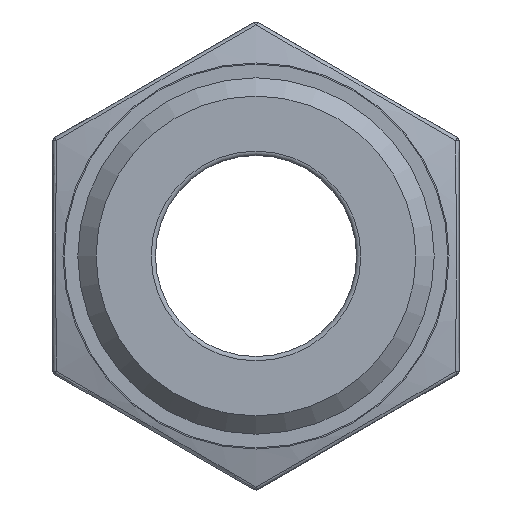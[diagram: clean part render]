
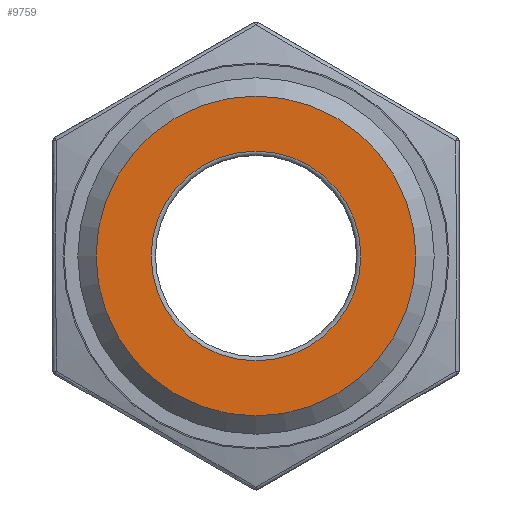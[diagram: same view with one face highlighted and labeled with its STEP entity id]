
A CAD part, left-side view. The second image highlights one B-rep face of the part: STEP entity #9759.
In plain terms, the highlighted planar face has unit normal (-1, 0, 0).
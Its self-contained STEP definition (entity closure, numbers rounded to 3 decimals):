
#1262 = EDGE_LOOP ( 'NONE', ( #6096 ) ) ;
#1426 = DIRECTION ( 'NONE',  ( 1., 0., 0. ) ) ;
#1456 = CARTESIAN_POINT ( 'NONE',  ( -14., 0., -4.9 ) ) ;
#1600 = CARTESIAN_POINT ( 'NONE',  ( -14., 0., 0. ) ) ;
#2604 = VERTEX_POINT ( 'NONE', #1456 ) ;
#2933 = DIRECTION ( 'NONE',  ( 0., 0., -1. ) ) ;
#4148 = EDGE_CURVE ( 'NONE', #10800, #10800, #11677, .T. ) ;
#4989 = EDGE_CURVE ( 'NONE', #2604, #2604, #10946, .T. ) ;
#5030 = AXIS2_PLACEMENT_3D ( 'NONE', #1600, #13508, #5316 ) ;
#5316 = DIRECTION ( 'NONE',  ( 0., 0., 1. ) ) ;
#6096 = ORIENTED_EDGE ( 'NONE', *, *, #4989, .T. ) ;
#7308 = DIRECTION ( 'NONE',  ( 0., 0., -1. ) ) ;
#7652 = FACE_BOUND ( 'NONE', #1262, .T. ) ;
#8668 = CARTESIAN_POINT ( 'NONE',  ( -14., 0., 7.475 ) ) ;
#8989 = AXIS2_PLACEMENT_3D ( 'NONE', #9764, #1426, #7308 ) ;
#9759 = ADVANCED_FACE ( 'NONE', ( #7652, #11422 ), #13530, .F. ) ;
#9764 = CARTESIAN_POINT ( 'NONE',  ( -14., 0., 0. ) ) ;
#10020 = DIRECTION ( 'NONE',  ( 1., 0., 0. ) ) ;
#10244 = AXIS2_PLACEMENT_3D ( 'NONE', #13608, #10020, #2933 ) ;
#10800 = VERTEX_POINT ( 'NONE', #8668 ) ;
#10946 = CIRCLE ( 'NONE', #8989, 4.9 ) ;
#11422 = FACE_OUTER_BOUND ( 'NONE', #14283, .T. ) ;
#11677 = CIRCLE ( 'NONE', #5030, 7.475 ) ;
#13508 = DIRECTION ( 'NONE',  ( -1., 0., 0. ) ) ;
#13530 = PLANE ( 'NONE',  #10244 ) ;
#13608 = CARTESIAN_POINT ( 'NONE',  ( -14., 7.475, 0. ) ) ;
#14283 = EDGE_LOOP ( 'NONE', ( #14567 ) ) ;
#14567 = ORIENTED_EDGE ( 'NONE', *, *, #4148, .T. ) ;
